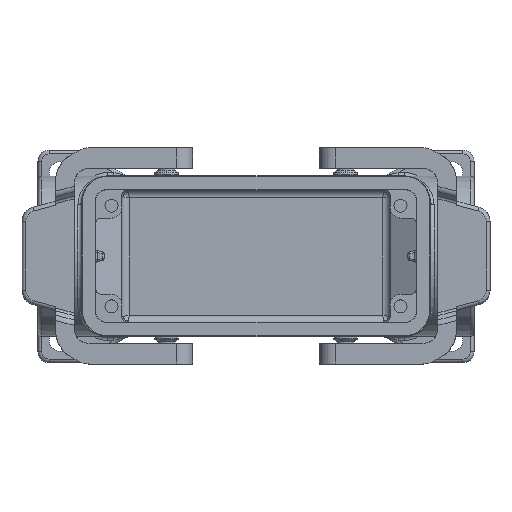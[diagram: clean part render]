
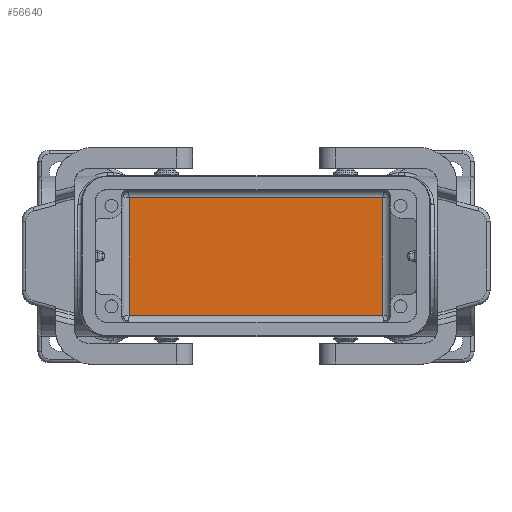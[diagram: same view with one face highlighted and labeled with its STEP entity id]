
A CAD part, top view. The second image highlights one B-rep face of the part: STEP entity #56640.
In plain terms, the highlighted planar face has unit normal (0, 0, 1).
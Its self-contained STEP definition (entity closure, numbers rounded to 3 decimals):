
#56250=CARTESIAN_POINT('',(97.269,40.205,3.));
#56260=DIRECTION('',(0.,0.,1.));
#56270=DIRECTION('',(-1.,0.,0.));
#56280=AXIS2_PLACEMENT_3D('',#56250,#56260,#56270);
#56290=PLANE('',#56280);
#56300=CARTESIAN_POINT('',(107.569,0.,
3.));
#56310=DIRECTION('',(0.,1.,0.));
#56320=VECTOR('',#56310,1.);
#56330=LINE('',#56300,#56320);
#56340=CARTESIAN_POINT('',(107.569,24.455,3.)
);
#56350=VERTEX_POINT('',#56340);
#56360=CARTESIAN_POINT('',(107.569,55.955,3.)
);
#56370=VERTEX_POINT('',#56360);
#56380=EDGE_CURVE('',#56350,#56370,#56330,.T.);
#56390=ORIENTED_EDGE('',*,*,#56380,.T.);
#56400=CARTESIAN_POINT('',(0.,24.455,3.));
#56410=DIRECTION('',(1.,0.,0.));
#56420=VECTOR('',#56410,1.);
#56430=LINE('',#56400,#56420);
#56440=CARTESIAN_POINT('',(39.569,24.455,3.))
;
#56450=VERTEX_POINT('',#56440);
#56460=EDGE_CURVE('',#56450,#56350,#56430,.T.);
#56470=ORIENTED_EDGE('',*,*,#56460,.T.);
#56480=CARTESIAN_POINT('',(39.569,0.,
3.));
#56490=DIRECTION('',(0.,1.,0.));
#56500=VECTOR('',#56490,1.);
#56510=LINE('',#56480,#56500);
#56520=CARTESIAN_POINT('',(39.569,55.955,3.));
#56530=VERTEX_POINT('',#56520);
#56540=EDGE_CURVE('',#56450,#56530,#56510,.T.);
#56550=ORIENTED_EDGE('',*,*,#56540,.F.);
#56560=CARTESIAN_POINT('',(0.,55.955,3.));
#56570=DIRECTION('',(-1.,0.,0.));
#56580=VECTOR('',#56570,1.);
#56590=LINE('',#56560,#56580);
#56600=EDGE_CURVE('',#56370,#56530,#56590,.T.);
#56610=ORIENTED_EDGE('',*,*,#56600,.T.);
#56620=EDGE_LOOP('',(#56610,#56550,#56470,#56390));
#56630=FACE_OUTER_BOUND('',#56620,.T.);
#56640=ADVANCED_FACE('',(#56630),#56290,.T.);
